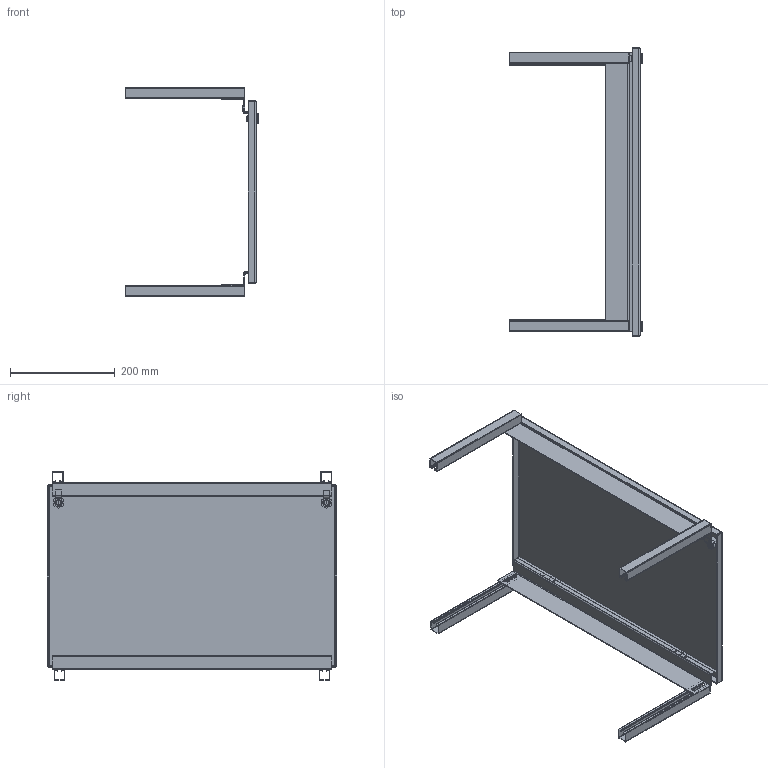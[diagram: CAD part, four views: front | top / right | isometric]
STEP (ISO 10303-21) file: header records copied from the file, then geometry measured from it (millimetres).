
FILE_DESCRIPTION (( 'STEP AP214' ), '1' );
FILE_NAME ('ESP2416.STEP', '2019-09-05T16:21:02', ( '' ), ( '' ), 'SwSTEP 2.0', 'SolidWorks 2018', '' );
FILE_SCHEMA (( 'AUTOMOTIVE_DESIGN' ));
Length unit declared in the file: inch
Products named in the file (1): ESP2416
Bounding box: 252.81 x 552.45 x 398.93 mm (x, y, z)
Volume: 766094.8 mm3; surface area: 772620.6 mm2
Topology: 13 solids, 13 shells, 584 faces, 1528 edges, 994 vertices
Faces by surface type: plane 354, cylinder 174, bspline 32, cone 12, torus 12
Entity records: 27172 total; most frequent: CARTESIAN_POINT 4815, ORIENTED_EDGE 3056, DIRECTION 3030, EDGE_CURVE 1528, AXIS2_PLACEMENT_3D 1017, VECTOR 996, LINE 996, VERTEX_POINT 994
